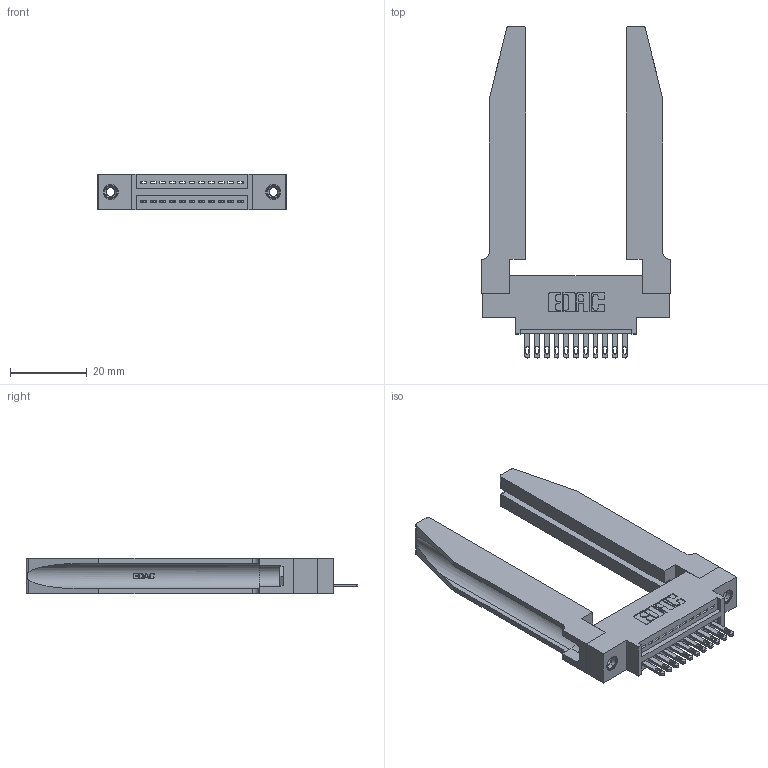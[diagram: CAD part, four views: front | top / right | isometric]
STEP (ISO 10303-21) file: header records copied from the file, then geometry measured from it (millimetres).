
FILE_DESCRIPTION (( 'STEP AP203' ), '1' );
FILE_NAME ('345-011-500-678.STEP', '2019-10-03T23:00:32', ( '' ), ( '' ), 'SwSTEP 2.0', 'SolidWorks 2016', '' );
FILE_SCHEMA (( 'CONFIG_CONTROL_DESIGN' ));
Length unit declared in the file: inch
Products named in the file (5): 345 Part_0.170 Offset - 0.156 Dia-TH; 345-292-001_345-293-100; 345-250-001_345-250-001-102; 345-220-078_345-220-078; 345-011-500-678
Assembly tree (16 placements, depth 2):
  345-011-500-678
    345 Part_0.170 Offset - 0.156 Dia-TH
    345-292-001_345-293-100  x11
    345-250-001_345-250-001-102  x2
    345-220-078_345-220-078  x2
Bounding box: 49.17 x 86.79 x 9.4 mm (x, y, z)
Volume: 12080.6 mm3; surface area: 12303.3 mm2
Topology: 16 solids, 16 shells, 958 faces, 2809 edges, 1862 vertices
Faces by surface type: plane 600, cylinder 306, bspline 36, cone 12, torus 4
Entity records: 17254 total; most frequent: CARTESIAN_POINT 3888, ORIENTED_EDGE 2730, DIRECTION 2449, EDGE_CURVE 1365, LINE 1091, VECTOR 1091, VERTEX_POINT 904, AXIS2_PLACEMENT_3D 679
